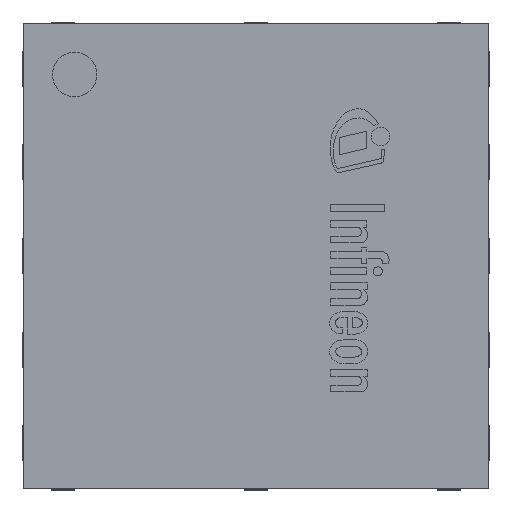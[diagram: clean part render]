
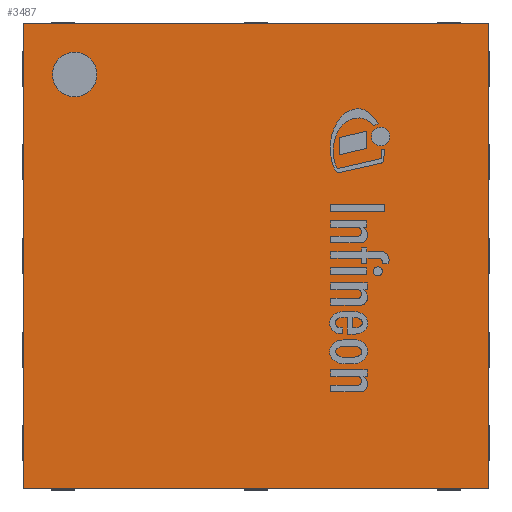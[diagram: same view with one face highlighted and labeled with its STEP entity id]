
A CAD part, top view. The second image highlights one B-rep face of the part: STEP entity #3487.
In plain terms, the highlighted planar face has unit normal (0, 0, 1).
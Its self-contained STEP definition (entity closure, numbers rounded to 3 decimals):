
#135=LINE('',#4894,#555);
#139=LINE('',#4902,#559);
#142=LINE('',#4908,#562);
#145=LINE('',#4913,#565);
#555=VECTOR('',#3992,1.);
#559=VECTOR('',#3998,1.);
#562=VECTOR('',#4003,1.);
#565=VECTOR('',#4008,1.);
#981=PLANE('',#3748);
#1169=FACE_BOUND('',#1413,.T.);
#1184=FACE_OUTER_BOUND('',#1412,.T.);
#1412=EDGE_LOOP('',(#2511,#2512,#2513,#2514));
#1413=EDGE_LOOP('',(#2515));
#1640=CIRCLE('',#3740,0.191);
#1672=VERTEX_POINT('',#4886);
#1674=VERTEX_POINT('',#4892);
#1675=VERTEX_POINT('',#4893);
#1678=VERTEX_POINT('',#4901);
#1680=VERTEX_POINT('',#4907);
#2000=EDGE_CURVE('',#1672,#1672,#1640,.T.);
#2002=EDGE_CURVE('',#1674,#1675,#135,.T.);
#2006=EDGE_CURVE('',#1678,#1674,#139,.T.);
#2009=EDGE_CURVE('',#1680,#1678,#142,.T.);
#2012=EDGE_CURVE('',#1675,#1680,#145,.T.);
#2511=ORIENTED_EDGE('',*,*,#2012,.F.);
#2512=ORIENTED_EDGE('',*,*,#2002,.F.);
#2513=ORIENTED_EDGE('',*,*,#2006,.F.);
#2514=ORIENTED_EDGE('',*,*,#2009,.F.);
#2515=ORIENTED_EDGE('',*,*,#2000,.T.);
#3487=ADVANCED_FACE('',(#1184,#1169),#981,.T.);
#3740=AXIS2_PLACEMENT_3D('',#4887,#3984,#3985);
#3748=AXIS2_PLACEMENT_3D('',#4916,#4012,#4013);
#3984=DIRECTION('center_axis',(0.,0.,-1.));
#3985=DIRECTION('ref_axis',(0.,1.,0.));
#3992=DIRECTION('',(1.,0.,0.));
#3998=DIRECTION('',(0.,1.,0.));
#4003=DIRECTION('',(-1.,0.,0.));
#4008=DIRECTION('',(0.,-1.,0.));
#4012=DIRECTION('center_axis',(0.,0.,1.));
#4013=DIRECTION('ref_axis',(0.,-1.,0.));
#4886=CARTESIAN_POINT('',(-1.55,1.36,0.9));
#4887=CARTESIAN_POINT('Origin',(-1.55,1.55,0.9));
#4892=CARTESIAN_POINT('',(-1.99,1.99,0.9));
#4893=CARTESIAN_POINT('',(1.99,1.99,0.9));
#4894=CARTESIAN_POINT('',(-1.99,1.99,0.9));
#4901=CARTESIAN_POINT('',(-1.99,-1.99,0.9));
#4902=CARTESIAN_POINT('',(-1.99,-1.99,0.9));
#4907=CARTESIAN_POINT('',(1.99,-1.99,0.9));
#4908=CARTESIAN_POINT('',(1.99,-1.99,0.9));
#4913=CARTESIAN_POINT('',(1.99,1.99,0.9));
#4916=CARTESIAN_POINT('Origin',(0.,0.,
0.9));
